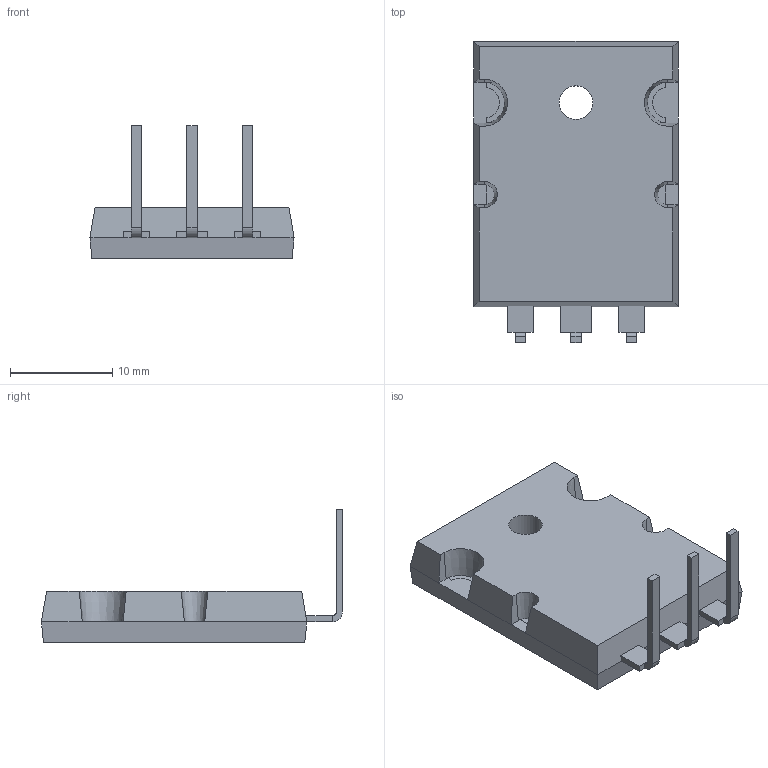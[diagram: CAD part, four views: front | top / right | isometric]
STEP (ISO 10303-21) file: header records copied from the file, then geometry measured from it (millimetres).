
FILE_DESCRIPTION(/* description */ (''),/* implementation_level */ '2;1');
FILE_NAME(/* name */ 'TO-3PL_Horizontal_TabUp.step',/* time_stamp */ '2024-11-18T10:39:27+01:00',/* author */ (''),/* organization */ (''),/* preprocessor_version */ 'ST-DEVELOPER v20',/* originating_system */ 'Autodesk Translation Framework v13.20.0.188',/* authorisation */ '');
FILE_SCHEMA (('AUTOMOTIVE_DESIGN { 1 0 10303 214 3 1 1 }'));
Length unit declared in the file: millimetre
Products named in the file (1): TO-3PL_Horizontal_TabUp
Bounding box: 20 x 29.5 x 13 mm (x, y, z)
Volume: 2417.6 mm3; surface area: 1664 mm2
Topology: 1 solids, 1 shells, 78 faces, 203 edges, 129 vertices
Faces by surface type: plane 67, cylinder 7, cone 4
Full cylindrical faces by diameter (mm): 3.3 x1
Entity records: 2438 total; most frequent: CARTESIAN_POINT 411, ORIENTED_EDGE 406, DIRECTION 396, EDGE_CURVE 203, LINE 168, VECTOR 168, VERTEX_POINT 129, AXIS2_PLACEMENT_3D 114
